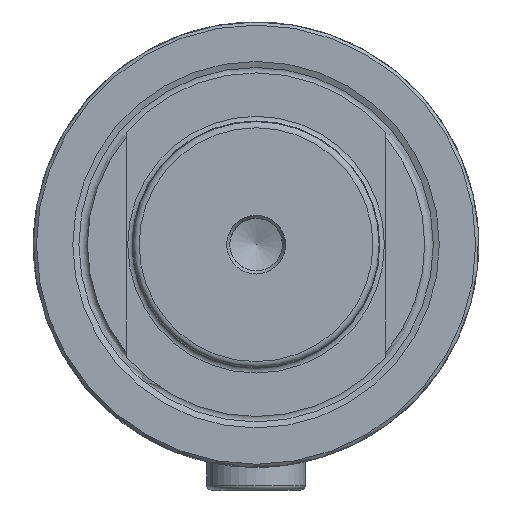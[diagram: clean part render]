
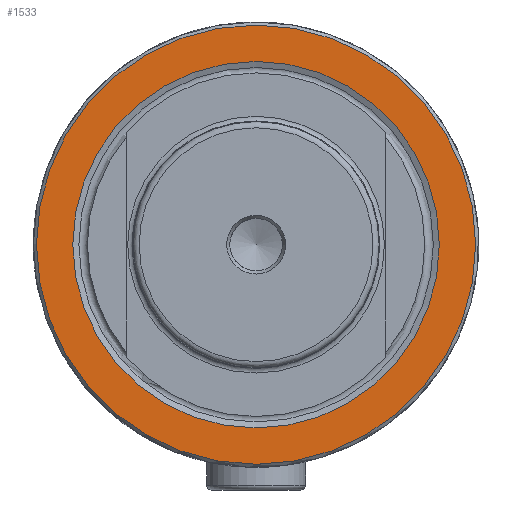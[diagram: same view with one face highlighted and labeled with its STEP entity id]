
A CAD part, left-side view. The second image highlights one B-rep face of the part: STEP entity #1533.
In plain terms, the highlighted planar face has unit normal (-1, 0, 0).
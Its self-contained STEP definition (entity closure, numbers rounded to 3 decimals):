
#187 = AXIS2_PLACEMENT_3D ( 'NONE', #16186, #24266, #20482 ) ;
#255 = CARTESIAN_POINT ( 'NONE',  ( -96., 0., 35.5 ) ) ;
#1533 = ADVANCED_FACE ( 'NONE', ( #11410, #25043 ), #19307, .F. ) ;
#3709 = EDGE_CURVE ( 'NONE', #13053, #13053, #18399, .T. ) ;
#5542 = CARTESIAN_POINT ( 'NONE',  ( -96., 0., 0. ) ) ;
#7429 = CARTESIAN_POINT ( 'NONE',  ( -96., 0., 0. ) ) ;
#7465 = CIRCLE ( 'NONE', #14309, 29.626 ) ;
#9225 = DIRECTION ( 'NONE',  ( -1., 0., 0. ) ) ;
#9409 = VERTEX_POINT ( 'NONE', #14718 ) ;
#10726 = ORIENTED_EDGE ( 'NONE', *, *, #3709, .T. ) ;
#11410 = FACE_BOUND ( 'NONE', #13000, .T. ) ;
#13000 = EDGE_LOOP ( 'NONE', ( #17962 ) ) ;
#13053 = VERTEX_POINT ( 'NONE', #255 ) ;
#13086 = DIRECTION ( 'NONE',  ( 0., 0., 1. ) ) ;
#14309 = AXIS2_PLACEMENT_3D ( 'NONE', #7429, #22800, #13086 ) ;
#14718 = CARTESIAN_POINT ( 'NONE',  ( -96., 0., 29.626 ) ) ;
#16186 = CARTESIAN_POINT ( 'NONE',  ( -96., 29.626, 0. ) ) ;
#17962 = ORIENTED_EDGE ( 'NONE', *, *, #18042, .F. ) ;
#18042 = EDGE_CURVE ( 'NONE', #9409, #9409, #7465, .T. ) ;
#18399 = CIRCLE ( 'NONE', #20778, 35.5 ) ;
#18549 = EDGE_LOOP ( 'NONE', ( #10726 ) ) ;
#19307 = PLANE ( 'NONE',  #187 ) ;
#20482 = DIRECTION ( 'NONE',  ( 0., 0., -1. ) ) ;
#20778 = AXIS2_PLACEMENT_3D ( 'NONE', #5542, #9225, #25042 ) ;
#22800 = DIRECTION ( 'NONE',  ( -1., 0., 0. ) ) ;
#24266 = DIRECTION ( 'NONE',  ( 1., 0., 0. ) ) ;
#25042 = DIRECTION ( 'NONE',  ( 0., 0., 1. ) ) ;
#25043 = FACE_OUTER_BOUND ( 'NONE', #18549, .T. ) ;
